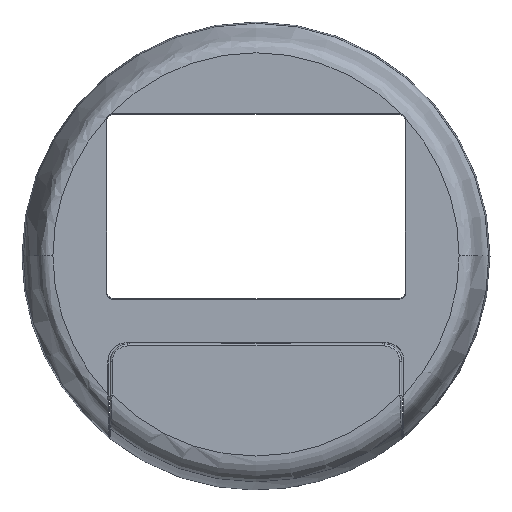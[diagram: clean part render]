
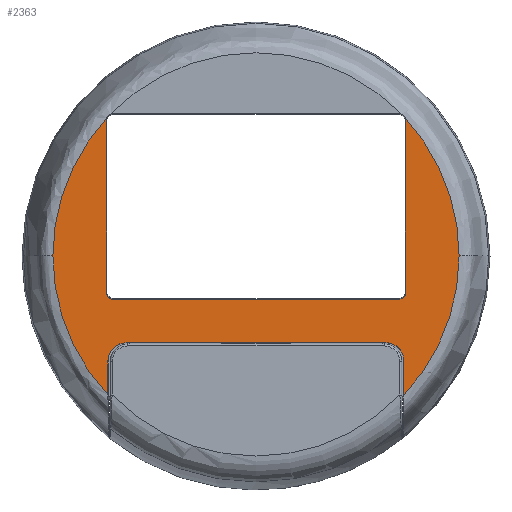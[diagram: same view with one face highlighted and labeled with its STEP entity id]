
A CAD part, top view. The second image highlights one B-rep face of the part: STEP entity #2363.
In plain terms, the highlighted planar face has unit normal (0, 0, 1).
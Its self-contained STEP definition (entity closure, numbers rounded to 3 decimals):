
#522=AXIS2_PLACEMENT_3D('Circle Axis2P3D',#520,#521,$) ;
#554=AXIS2_PLACEMENT_3D('Circle Axis2P3D',#552,#553,$) ;
#591=AXIS2_PLACEMENT_3D('Circle Axis2P3D',#589,#590,$) ;
#636=AXIS2_PLACEMENT_3D('Circle Axis2P3D',#634,#635,$) ;
#2229=AXIS2_PLACEMENT_3D('Plane Axis2P3D',#2226,#2227,#2228) ;
#517=CARTESIAN_POINT('Vertex',(-23.,0.,15.5)) ;
#520=CARTESIAN_POINT('Axis2P3D Location',(0.,0.,15.5)) ;
#524=CARTESIAN_POINT('Vertex',(-16.927,15.571,15.5)) ;
#549=CARTESIAN_POINT('Vertex',(16.927,15.571,15.5)) ;
#552=CARTESIAN_POINT('Axis2P3D Location',(0.,0.,15.5)) ;
#556=CARTESIAN_POINT('Vertex',(23.,0.,15.5)) ;
#589=CARTESIAN_POINT('Axis2P3D Location',(0.,0.,15.5)) ;
#593=CARTESIAN_POINT('Vertex',(-16.761,-15.75,15.5)) ;
#634=CARTESIAN_POINT('Axis2P3D Location',(0.,0.,15.5)) ;
#638=CARTESIAN_POINT('Vertex',(16.7,-15.815,15.5)) ;
#757=CARTESIAN_POINT('Line Origine',(16.7,-14.106,15.5)) ;
#761=CARTESIAN_POINT('Vertex',(16.7,-12.398,15.5)) ;
#1060=CARTESIAN_POINT('Vertex',(-16.761,-11.9,15.5)) ;
#1063=CARTESIAN_POINT('Line Origine',(-16.761,-19.902,15.5)) ;
#2226=CARTESIAN_POINT('Axis2P3D Location',(0.,0.,15.5)) ;
#2232=CARTESIAN_POINT('Control Point',(-16.968,15.319,15.5)) ;
#2233=CARTESIAN_POINT('Control Point',(-16.968,15.37,15.5)) ;
#2234=CARTESIAN_POINT('Control Point',(-16.964,15.422,15.5)) ;
#2235=CARTESIAN_POINT('Control Point',(-16.956,15.473,15.5)) ;
#2236=CARTESIAN_POINT('Control Point',(-16.944,15.523,15.5)) ;
#2237=CARTESIAN_POINT('Control Point',(-16.927,15.571,15.5)) ;
#2238=CARTESIAN_POINT('Vertex',(-16.968,15.319,15.5)) ;
#2242=CARTESIAN_POINT('Control Point',(-16.761,-11.9,15.5)) ;
#2243=CARTESIAN_POINT('Control Point',(-16.761,-11.628,15.5)) ;
#2244=CARTESIAN_POINT('Control Point',(-16.716,-11.356,15.5)) ;
#2245=CARTESIAN_POINT('Control Point',(-16.626,-11.094,15.5)) ;
#2246=CARTESIAN_POINT('Control Point',(-16.364,-10.609,15.5)) ;
#2247=CARTESIAN_POINT('Control Point',(-15.96,-10.234,15.5)) ;
#2248=CARTESIAN_POINT('Control Point',(-15.728,-10.082,15.5)) ;
#2249=CARTESIAN_POINT('Control Point',(-15.38,-9.929,15.5)) ;
#2250=CARTESIAN_POINT('Control Point',(-15.01,-9.858,15.5)) ;
#2251=CARTESIAN_POINT('Control Point',(-14.907,-9.845,15.5)) ;
#2252=CARTESIAN_POINT('Control Point',(-14.804,-9.839,15.5)) ;
#2253=CARTESIAN_POINT('Control Point',(-14.7,-9.839,15.5)) ;
#2254=CARTESIAN_POINT('Vertex',(-14.7,-9.839,15.5)) ;
#2257=CARTESIAN_POINT('Line Origine',(0.,-9.839,15.5)) ;
#2261=CARTESIAN_POINT('Vertex',(14.7,-9.839,15.5)) ;
#2265=CARTESIAN_POINT('Control Point',(14.7,-9.839,15.5)) ;
#2266=CARTESIAN_POINT('Control Point',(14.983,-9.839,15.5)) ;
#2267=CARTESIAN_POINT('Control Point',(15.267,-9.888,15.5)) ;
#2268=CARTESIAN_POINT('Control Point',(15.539,-9.985,15.5)) ;
#2269=CARTESIAN_POINT('Control Point',(16.039,-10.269,15.5)) ;
#2270=CARTESIAN_POINT('Control Point',(16.415,-10.704,15.5)) ;
#2271=CARTESIAN_POINT('Control Point',(16.564,-10.952,15.5)) ;
#2272=CARTESIAN_POINT('Control Point',(16.732,-11.393,15.5)) ;
#2273=CARTESIAN_POINT('Control Point',(16.773,-11.858,15.5)) ;
#2274=CARTESIAN_POINT('Control Point',(16.768,-12.041,15.5)) ;
#2275=CARTESIAN_POINT('Control Point',(16.744,-12.222,15.5)) ;
#2276=CARTESIAN_POINT('Control Point',(16.7,-12.398,15.5)) ;
#2279=CARTESIAN_POINT('Control Point',(16.927,15.571,15.5)) ;
#2280=CARTESIAN_POINT('Control Point',(16.944,15.523,15.5)) ;
#2281=CARTESIAN_POINT('Control Point',(16.956,15.473,15.5)) ;
#2282=CARTESIAN_POINT('Control Point',(16.964,15.422,15.5)) ;
#2283=CARTESIAN_POINT('Control Point',(16.968,15.371,15.5)) ;
#2284=CARTESIAN_POINT('Control Point',(16.968,15.319,15.5)) ;
#2285=CARTESIAN_POINT('Vertex',(16.968,15.319,15.5)) ;
#2288=CARTESIAN_POINT('Line Origine',(16.968,5.6,15.5)) ;
#2292=CARTESIAN_POINT('Vertex',(16.968,-4.119,15.5)) ;
#2296=CARTESIAN_POINT('Control Point',(16.169,-4.918,15.5)) ;
#2297=CARTESIAN_POINT('Control Point',(16.245,-4.918,15.5)) ;
#2298=CARTESIAN_POINT('Control Point',(16.321,-4.909,15.5)) ;
#2299=CARTESIAN_POINT('Control Point',(16.395,-4.891,15.5)) ;
#2300=CARTESIAN_POINT('Control Point',(16.538,-4.838,15.5)) ;
#2301=CARTESIAN_POINT('Control Point',(16.664,-4.753,15.5)) ;
#2302=CARTESIAN_POINT('Control Point',(16.722,-4.704,15.5)) ;
#2303=CARTESIAN_POINT('Control Point',(16.825,-4.591,15.5)) ;
#2304=CARTESIAN_POINT('Control Point',(16.899,-4.458,15.5)) ;
#2305=CARTESIAN_POINT('Control Point',(16.928,-4.387,15.5)) ;
#2306=CARTESIAN_POINT('Control Point',(16.954,-4.29,15.5)) ;
#2307=CARTESIAN_POINT('Control Point',(16.965,-4.191,15.5)) ;
#2308=CARTESIAN_POINT('Control Point',(16.967,-4.167,15.5)) ;
#2309=CARTESIAN_POINT('Control Point',(16.968,-4.143,15.5)) ;
#2310=CARTESIAN_POINT('Control Point',(16.968,-4.119,15.5)) ;
#2311=CARTESIAN_POINT('Vertex',(16.169,-4.918,15.5)) ;
#2314=CARTESIAN_POINT('Line Origine',(0.,-4.918,15.5)) ;
#2318=CARTESIAN_POINT('Vertex',(-16.169,-4.918,15.5)) ;
#2322=CARTESIAN_POINT('Control Point',(-16.968,-4.119,15.5)) ;
#2323=CARTESIAN_POINT('Control Point',(-16.968,-4.195,15.5)) ;
#2324=CARTESIAN_POINT('Control Point',(-16.959,-4.271,15.5)) ;
#2325=CARTESIAN_POINT('Control Point',(-16.941,-4.345,15.5)) ;
#2326=CARTESIAN_POINT('Control Point',(-16.888,-4.488,15.5)) ;
#2327=CARTESIAN_POINT('Control Point',(-16.803,-4.614,15.5)) ;
#2328=CARTESIAN_POINT('Control Point',(-16.754,-4.672,15.5)) ;
#2329=CARTESIAN_POINT('Control Point',(-16.641,-4.775,15.5)) ;
#2330=CARTESIAN_POINT('Control Point',(-16.508,-4.849,15.5)) ;
#2331=CARTESIAN_POINT('Control Point',(-16.437,-4.878,15.5)) ;
#2332=CARTESIAN_POINT('Control Point',(-16.34,-4.904,15.5)) ;
#2333=CARTESIAN_POINT('Control Point',(-16.241,-4.915,15.5)) ;
#2334=CARTESIAN_POINT('Control Point',(-16.217,-4.917,15.5)) ;
#2335=CARTESIAN_POINT('Control Point',(-16.193,-4.918,15.5)) ;
#2336=CARTESIAN_POINT('Control Point',(-16.169,-4.918,15.5)) ;
#2337=CARTESIAN_POINT('Vertex',(-16.968,-4.119,15.5)) ;
#2340=CARTESIAN_POINT('Line Origine',(-16.968,5.6,15.5)) ;
#521=DIRECTION('Axis2P3D Direction',(0.,0.,1.)) ;
#553=DIRECTION('Axis2P3D Direction',(0.,0.,1.)) ;
#590=DIRECTION('Axis2P3D Direction',(0.,0.,-1.)) ;
#635=DIRECTION('Axis2P3D Direction',(0.,0.,-1.)) ;
#758=DIRECTION('Vector Direction',(0.,1.,0.)) ;
#1064=DIRECTION('Vector Direction',(0.,1.,0.)) ;
#2227=DIRECTION('Axis2P3D Direction',(0.,0.,1.)) ;
#2228=DIRECTION('Axis2P3D XDirection',(1.,0.,0.)) ;
#2258=DIRECTION('Vector Direction',(-1.,0.,0.)) ;
#2289=DIRECTION('Vector Direction',(0.,-1.,0.)) ;
#2315=DIRECTION('Vector Direction',(1.,0.,0.)) ;
#2341=DIRECTION('Vector Direction',(0.,-1.,0.)) ;
#759=VECTOR('Line Direction',#758,1.) ;
#1065=VECTOR('Line Direction',#1064,1.) ;
#2259=VECTOR('Line Direction',#2258,1.) ;
#2290=VECTOR('Line Direction',#2289,1.) ;
#2316=VECTOR('Line Direction',#2315,1.) ;
#2342=VECTOR('Line Direction',#2341,1.) ;
#2346=ORIENTED_EDGE('',*,*,#2240,.T.) ;
#2347=ORIENTED_EDGE('',*,*,#526,.F.) ;
#2348=ORIENTED_EDGE('',*,*,#595,.F.) ;
#2349=ORIENTED_EDGE('',*,*,#1067,.T.) ;
#2350=ORIENTED_EDGE('',*,*,#2256,.T.) ;
#2351=ORIENTED_EDGE('',*,*,#2263,.T.) ;
#2352=ORIENTED_EDGE('',*,*,#2277,.T.) ;
#2353=ORIENTED_EDGE('',*,*,#763,.F.) ;
#2354=ORIENTED_EDGE('',*,*,#640,.F.) ;
#2355=ORIENTED_EDGE('',*,*,#558,.F.) ;
#2356=ORIENTED_EDGE('',*,*,#2287,.T.) ;
#2357=ORIENTED_EDGE('',*,*,#2294,.F.) ;
#2358=ORIENTED_EDGE('',*,*,#2313,.T.) ;
#2359=ORIENTED_EDGE('',*,*,#2320,.F.) ;
#2360=ORIENTED_EDGE('',*,*,#2339,.T.) ;
#2361=ORIENTED_EDGE('',*,*,#2344,.T.) ;
#2363=ADVANCED_FACE('0043 E32 02.1\\Corps principal',(#2362),#2230,.T.) ;
#2231=B_SPLINE_CURVE_WITH_KNOTS('',5,(#2232,#2233,#2234,#2235,#2236,#2237),.UNSPECIFIED.,.F.,.U.,(6,6),(0.,0.362),.UNSPECIFIED.) ;
#2241=B_SPLINE_CURVE_WITH_KNOTS('',5,(#2242,#2243,#2244,#2245,#2246,#2247,#2248,#2249,#2250,#2251,#2252,#2253),.UNSPECIFIED.,.F.,.U.,(6,3,3,6),(0.,1.895,3.79,4.511),.UNSPECIFIED.) ;
#2264=B_SPLINE_CURVE_WITH_KNOTS('',5,(#2265,#2266,#2267,#2268,#2269,#2270,#2271,#2272,#2273,#2274,#2275,#2276),.UNSPECIFIED.,.F.,.U.,(6,3,3,6),(0.,1.974,3.949,5.212),.UNSPECIFIED.) ;
#2278=B_SPLINE_CURVE_WITH_KNOTS('',5,(#2279,#2280,#2281,#2282,#2283,#2284),.UNSPECIFIED.,.F.,.U.,(6,6),(0.,0.363),.UNSPECIFIED.) ;
#2295=B_SPLINE_CURVE_WITH_KNOTS('',5,(#2296,#2297,#2298,#2299,#2300,#2301,#2302,#2303,#2304,#2305,#2306,#2307,#2308,#2309,#2310),.UNSPECIFIED.,.F.,.U.,(6,3,3,3,6),(0.,0.535,1.07,1.605,1.775),.UNSPECIFIED.) ;
#2321=B_SPLINE_CURVE_WITH_KNOTS('',5,(#2322,#2323,#2324,#2325,#2326,#2327,#2328,#2329,#2330,#2331,#2332,#2333,#2334,#2335,#2336),.UNSPECIFIED.,.F.,.U.,(6,3,3,3,6),(0.,0.535,1.07,1.605,1.775),.UNSPECIFIED.) ;
#523=CIRCLE('generated circle',#522,23.) ;
#555=CIRCLE('generated circle',#554,23.) ;
#592=CIRCLE('generated circle',#591,23.) ;
#637=CIRCLE('generated circle',#636,23.) ;
#526=EDGE_CURVE('',#518,#525,#523,.F.) ;
#558=EDGE_CURVE('',#550,#557,#555,.F.) ;
#595=EDGE_CURVE('',#594,#518,#592,.T.) ;
#640=EDGE_CURVE('',#557,#639,#637,.T.) ;
#763=EDGE_CURVE('',#639,#762,#760,.T.) ;
#1067=EDGE_CURVE('',#594,#1061,#1066,.T.) ;
#2240=EDGE_CURVE('',#2239,#525,#2231,.T.) ;
#2256=EDGE_CURVE('',#1061,#2255,#2241,.T.) ;
#2263=EDGE_CURVE('',#2255,#2262,#2260,.F.) ;
#2277=EDGE_CURVE('',#2262,#762,#2264,.T.) ;
#2287=EDGE_CURVE('',#550,#2286,#2278,.T.) ;
#2294=EDGE_CURVE('',#2293,#2286,#2291,.F.) ;
#2313=EDGE_CURVE('',#2293,#2312,#2295,.F.) ;
#2320=EDGE_CURVE('',#2319,#2312,#2317,.T.) ;
#2339=EDGE_CURVE('',#2319,#2338,#2321,.F.) ;
#2344=EDGE_CURVE('',#2338,#2239,#2343,.F.) ;
#2345=EDGE_LOOP('',(#2346,#2347,#2348,#2349,#2350,#2351,#2352,#2353,#2354,#2355,#2356,#2357,#2358,#2359,#2360,#2361)) ;
#2362=FACE_OUTER_BOUND('',#2345,.T.) ;
#760=LINE('Line',#757,#759) ;
#1066=LINE('Line',#1063,#1065) ;
#2260=LINE('Line',#2257,#2259) ;
#2291=LINE('Line',#2288,#2290) ;
#2317=LINE('Line',#2314,#2316) ;
#2343=LINE('Line',#2340,#2342) ;
#2230=PLANE('',#2229) ;
#518=VERTEX_POINT('',#517) ;
#525=VERTEX_POINT('',#524) ;
#550=VERTEX_POINT('',#549) ;
#557=VERTEX_POINT('',#556) ;
#594=VERTEX_POINT('',#593) ;
#639=VERTEX_POINT('',#638) ;
#762=VERTEX_POINT('',#761) ;
#1061=VERTEX_POINT('',#1060) ;
#2239=VERTEX_POINT('',#2238) ;
#2255=VERTEX_POINT('',#2254) ;
#2262=VERTEX_POINT('',#2261) ;
#2286=VERTEX_POINT('',#2285) ;
#2293=VERTEX_POINT('',#2292) ;
#2312=VERTEX_POINT('',#2311) ;
#2319=VERTEX_POINT('',#2318) ;
#2338=VERTEX_POINT('',#2337) ;
